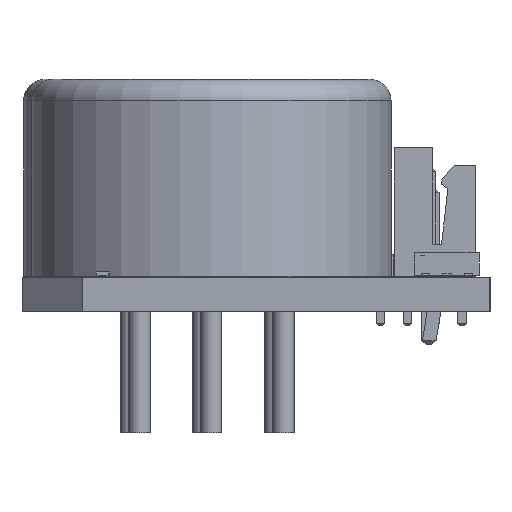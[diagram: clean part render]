
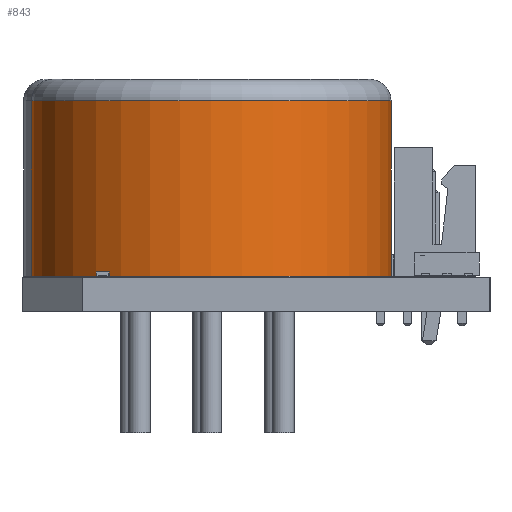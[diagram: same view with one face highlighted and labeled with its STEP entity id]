
A CAD part, left-side view. The second image highlights one B-rep face of the part: STEP entity #843.
In plain terms, the highlighted cylindrical face has radius 8.4 mm (diameter 16.8 mm), a full revolution.
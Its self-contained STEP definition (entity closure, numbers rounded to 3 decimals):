
#187 = PLANE('',#188);
#188 = AXIS2_PLACEMENT_3D('',#189,#190,#191);
#189 = CARTESIAN_POINT('',(0.,0.,0.));
#190 = DIRECTION('',(0.,1.,0.));
#191 = DIRECTION('',(0.,-0.,1.));
#756 = EDGE_CURVE('',#757,#757,#759,.T.);
#757 = VERTEX_POINT('',#758);
#758 = CARTESIAN_POINT('',(-8.4,8.2,0.));
#759 = SURFACE_CURVE('',#760,(#765,#777),.PCURVE_S1.);
#760 = CIRCLE('',#761,8.4);
#761 = AXIS2_PLACEMENT_3D('',#762,#763,#764);
#762 = CARTESIAN_POINT('',(0.,8.2,0.));
#763 = DIRECTION('',(-0.,1.,0.));
#764 = DIRECTION('',(1.,0.,0.));
#765 = PCURVE('',#766,#771);
#766 = TOROIDAL_SURFACE('',#767,7.4,1.);
#767 = AXIS2_PLACEMENT_3D('',#768,#769,#770);
#768 = CARTESIAN_POINT('',(0.,8.2,0.));
#769 = DIRECTION('',(0.,1.,0.));
#770 = DIRECTION('',(0.,-0.,1.));
#771 = DEFINITIONAL_REPRESENTATION('',(#772),#776);
#772 = LINE('',#773,#774);
#773 = CARTESIAN_POINT('',(1.571,6.283));
#774 = VECTOR('',#775,1.);
#775 = DIRECTION('',(1.,0.));
#776 = ( GEOMETRIC_REPRESENTATION_CONTEXT(2) 
PARAMETRIC_REPRESENTATION_CONTEXT() REPRESENTATION_CONTEXT('2D SPACE',''
  ) );
#777 = PCURVE('',#778,#783);
#778 = CYLINDRICAL_SURFACE('',#779,8.4);
#779 = AXIS2_PLACEMENT_3D('',#780,#781,#782);
#780 = CARTESIAN_POINT('',(0.,0.,0.));
#781 = DIRECTION('',(0.,1.,0.));
#782 = DIRECTION('',(1.,0.,0.));
#783 = DEFINITIONAL_REPRESENTATION('',(#784),#788);
#784 = LINE('',#785,#786);
#785 = CARTESIAN_POINT('',(0.,8.2));
#786 = VECTOR('',#787,1.);
#787 = DIRECTION('',(1.,0.));
#788 = ( GEOMETRIC_REPRESENTATION_CONTEXT(2) 
PARAMETRIC_REPRESENTATION_CONTEXT() REPRESENTATION_CONTEXT('2D SPACE',''
  ) );
#843 = ADVANCED_FACE('',(#844),#778,.T.);
#844 = FACE_BOUND('',#845,.T.);
#845 = EDGE_LOOP('',(#846,#874,#894,#895));
#846 = ORIENTED_EDGE('',*,*,#847,.F.);
#847 = EDGE_CURVE('',#848,#848,#850,.T.);
#848 = VERTEX_POINT('',#849);
#849 = CARTESIAN_POINT('',(-8.4,0.,0.));
#850 = SURFACE_CURVE('',#851,(#856,#863),.PCURVE_S1.);
#851 = CIRCLE('',#852,8.4);
#852 = AXIS2_PLACEMENT_3D('',#853,#854,#855);
#853 = CARTESIAN_POINT('',(0.,0.,0.));
#854 = DIRECTION('',(0.,-1.,0.));
#855 = DIRECTION('',(1.,0.,0.));
#856 = PCURVE('',#778,#857);
#857 = DEFINITIONAL_REPRESENTATION('',(#858),#862);
#858 = LINE('',#859,#860);
#859 = CARTESIAN_POINT('',(12.566,0.));
#860 = VECTOR('',#861,1.);
#861 = DIRECTION('',(-1.,0.));
#862 = ( GEOMETRIC_REPRESENTATION_CONTEXT(2) 
PARAMETRIC_REPRESENTATION_CONTEXT() REPRESENTATION_CONTEXT('2D SPACE',''
  ) );
#863 = PCURVE('',#187,#864);
#864 = DEFINITIONAL_REPRESENTATION('',(#865),#873);
#865 = ( BOUNDED_CURVE() B_SPLINE_CURVE(2,(#866,#867,#868,#869,#870,#871
,#872),.UNSPECIFIED.,.T.,.F.) B_SPLINE_CURVE_WITH_KNOTS((1,2,2,2,2,1),(
    -2.094,0.,2.094,4.189,6.283,
8.378),.UNSPECIFIED.) CURVE() GEOMETRIC_REPRESENTATION_ITEM() 
RATIONAL_B_SPLINE_CURVE((1.,0.5,1.,0.5,1.,0.5,1.)) REPRESENTATION_ITEM(
  '') );
#866 = CARTESIAN_POINT('',(0.,8.4));
#867 = CARTESIAN_POINT('',(14.549,8.4));
#868 = CARTESIAN_POINT('',(7.275,-4.2));
#869 = CARTESIAN_POINT('',(0.,-16.8));
#870 = CARTESIAN_POINT('',(-7.275,-4.2));
#871 = CARTESIAN_POINT('',(-14.549,8.4));
#872 = CARTESIAN_POINT('',(0.,8.4));
#873 = ( GEOMETRIC_REPRESENTATION_CONTEXT(2) 
PARAMETRIC_REPRESENTATION_CONTEXT() REPRESENTATION_CONTEXT('2D SPACE',''
  ) );
#874 = ORIENTED_EDGE('',*,*,#875,.T.);
#875 = EDGE_CURVE('',#848,#757,#876,.T.);
#876 = SEAM_CURVE('',#877,(#880,#887),.PCURVE_S1.);
#877 = B_SPLINE_CURVE_WITH_KNOTS('',1,(#878,#879),.UNSPECIFIED.,.F.,.F.,
  (2,2),(0.,8.2),.PIECEWISE_BEZIER_KNOTS.);
#878 = CARTESIAN_POINT('',(-8.4,0.,0.));
#879 = CARTESIAN_POINT('',(-8.4,8.2,0.));
#880 = PCURVE('',#778,#881);
#881 = DEFINITIONAL_REPRESENTATION('',(#882),#886);
#882 = LINE('',#883,#884);
#883 = CARTESIAN_POINT('',(9.425,0.));
#884 = VECTOR('',#885,1.);
#885 = DIRECTION('',(0.,1.));
#886 = ( GEOMETRIC_REPRESENTATION_CONTEXT(2) 
PARAMETRIC_REPRESENTATION_CONTEXT() REPRESENTATION_CONTEXT('2D SPACE',''
  ) );
#887 = PCURVE('',#778,#888);
#888 = DEFINITIONAL_REPRESENTATION('',(#889),#893);
#889 = LINE('',#890,#891);
#890 = CARTESIAN_POINT('',(3.142,0.));
#891 = VECTOR('',#892,1.);
#892 = DIRECTION('',(0.,1.));
#893 = ( GEOMETRIC_REPRESENTATION_CONTEXT(2) 
PARAMETRIC_REPRESENTATION_CONTEXT() REPRESENTATION_CONTEXT('2D SPACE',''
  ) );
#894 = ORIENTED_EDGE('',*,*,#756,.F.);
#895 = ORIENTED_EDGE('',*,*,#875,.F.);
